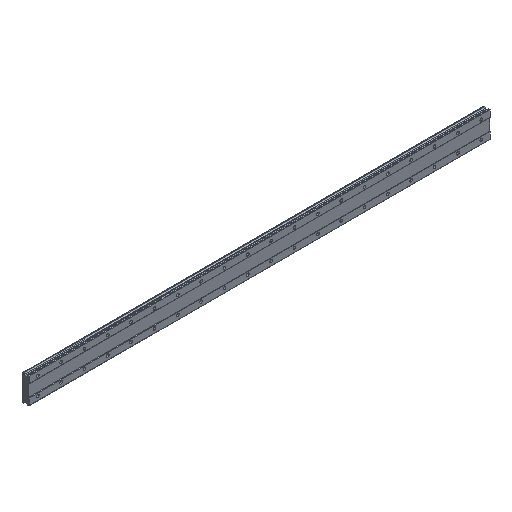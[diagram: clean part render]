
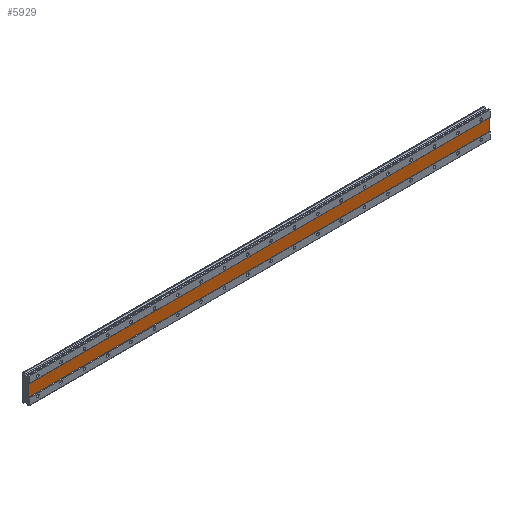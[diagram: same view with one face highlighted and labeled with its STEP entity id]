
A CAD part, isometric view. The second image highlights one B-rep face of the part: STEP entity #5929.
In plain terms, the highlighted planar face has unit normal (0, -1, 0).
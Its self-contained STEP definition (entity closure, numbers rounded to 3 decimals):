
#328 = DIRECTION ( 'NONE',  ( 0., 1., 0. ) ) ;
#503 = ORIENTED_EDGE ( 'NONE', *, *, #3109, .F. ) ;
#1244 = CARTESIAN_POINT ( 'NONE',  ( 1550., 1., 20. ) ) ;
#1259 = DIRECTION ( 'NONE',  ( 1., 0., 0. ) ) ;
#1267 = AXIS2_PLACEMENT_3D ( 'NONE', #4213, #328, #5876 ) ;
#1292 = CARTESIAN_POINT ( 'NONE',  ( 1550., 1., 20. ) ) ;
#1511 = VERTEX_POINT ( 'NONE', #6101 ) ;
#1696 = CARTESIAN_POINT ( 'NONE',  ( 1550., 1., 20. ) ) ;
#1833 = LINE ( 'NONE', #6986, #2752 ) ;
#2073 = ORIENTED_EDGE ( 'NONE', *, *, #4453, .F. ) ;
#2555 = EDGE_CURVE ( 'NONE', #3024, #4430, #1833, .T. ) ;
#2752 = VECTOR ( 'NONE', #4218, 1000. ) ;
#2922 = LINE ( 'NONE', #1292, #5536 ) ;
#3024 = VERTEX_POINT ( 'NONE', #6470 ) ;
#3109 = EDGE_CURVE ( 'NONE', #4430, #1511, #3693, .T. ) ;
#3397 = VERTEX_POINT ( 'NONE', #1244 ) ;
#3693 = LINE ( 'NONE', #4279, #4314 ) ;
#3734 = DIRECTION ( 'NONE',  ( 0., 0., 1. ) ) ;
#4213 = CARTESIAN_POINT ( 'NONE',  ( 1550., 1., 20. ) ) ;
#4218 = DIRECTION ( 'NONE',  ( -1., 0., 0. ) ) ;
#4279 = CARTESIAN_POINT ( 'NONE',  ( -30., 1., 20. ) ) ;
#4314 = VECTOR ( 'NONE', #3734, 1000. ) ;
#4430 = VERTEX_POINT ( 'NONE', #6842 ) ;
#4453 = EDGE_CURVE ( 'NONE', #1511, #3397, #2922, .T. ) ;
#4527 = DIRECTION ( 'NONE',  ( 0., 0., -1. ) ) ;
#5043 = EDGE_CURVE ( 'NONE', #3397, #3024, #6707, .T. ) ;
#5053 = ORIENTED_EDGE ( 'NONE', *, *, #2555, .F. ) ;
#5157 = ORIENTED_EDGE ( 'NONE', *, *, #5043, .F. ) ;
#5344 = PLANE ( 'NONE',  #1267 ) ;
#5536 = VECTOR ( 'NONE', #1259, 1000. ) ;
#5876 = DIRECTION ( 'NONE',  ( 0., 0., 1. ) ) ;
#5929 = ADVANCED_FACE ( 'NONE', ( #7063 ), #5344, .F. ) ;
#6101 = CARTESIAN_POINT ( 'NONE',  ( -30., 1., 20. ) ) ;
#6470 = CARTESIAN_POINT ( 'NONE',  ( 1550., 1., -20. ) ) ;
#6707 = LINE ( 'NONE', #1696, #6825 ) ;
#6798 = EDGE_LOOP ( 'NONE', ( #5053, #5157, #2073, #503 ) ) ;
#6825 = VECTOR ( 'NONE', #4527, 1000. ) ;
#6842 = CARTESIAN_POINT ( 'NONE',  ( -30., 1., -20. ) ) ;
#6986 = CARTESIAN_POINT ( 'NONE',  ( 1550., 1., -20. ) ) ;
#7063 = FACE_OUTER_BOUND ( 'NONE', #6798, .T. ) ;
